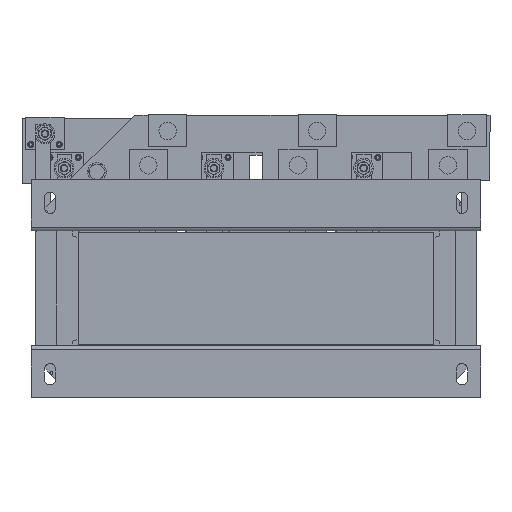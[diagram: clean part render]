
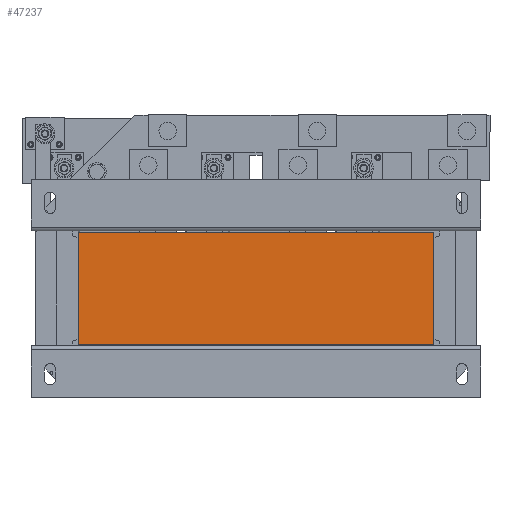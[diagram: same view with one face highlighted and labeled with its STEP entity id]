
A CAD part, front view. The second image highlights one B-rep face of the part: STEP entity #47237.
In plain terms, the highlighted planar face has unit normal (0, -1, 0).
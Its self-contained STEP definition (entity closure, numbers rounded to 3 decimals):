
#830 = VECTOR ( 'NONE', #29104, 1000. ) ;
#1468 = ORIENTED_EDGE ( 'NONE', *, *, #2769, .F. ) ;
#2769 = EDGE_CURVE ( 'Defeature ausgef�hrt2_1870+Defeature ausgef�hrt2_1869+Defeature ausgef�hrt2_1868+Defeature ausgef�hrt2_1867', #22974, #20691, #21150, .T. ) ;
#4368 = DIRECTION ( 'NONE',  ( 0., 0., -1. ) ) ;
#4714 = ORIENTED_EDGE ( 'NONE', *, *, #41699, .F. ) ;
#9996 = VECTOR ( 'NONE', #4368, 1000. ) ;
#11973 = LINE ( 'NONE', #36736, #9996 ) ;
#12532 = DIRECTION ( 'NONE',  ( 0., 1., 0. ) ) ;
#14643 = CARTESIAN_POINT ( 'NONE',  ( -190., -30., -60. ) ) ;
#20691 = VERTEX_POINT ( 'NONE', #51167 ) ;
#21150 = LINE ( 'NONE', #70994, #40893 ) ;
#22812 = EDGE_CURVE ( 'Defeature ausgef�hrt2_1869+Defeature ausgef�hrt2_1868+Defeature ausgef�hrt2_1870+Defeature ausgef�hrt2_1871', #22974, #36170, #11973, .T. ) ;
#22974 = VERTEX_POINT ( 'NONE', #33852 ) ;
#29104 = DIRECTION ( 'NONE',  ( 0., 0., -1. ) ) ;
#31131 = PLANE ( 'NONE',  #53619 ) ;
#32216 = LINE ( 'NONE', #35403, #45006 ) ;
#33756 = EDGE_CURVE ( 'Defeature ausgef�hrt2_1869+Defeature ausgef�hrt2_1871+Defeature ausgef�hrt2_1868+Defeature ausgef�hrt2_1867', #36170, #67480, #32216, .T. ) ;
#33852 = CARTESIAN_POINT ( 'NONE',  ( -190., -30., 60. ) ) ;
#35403 = CARTESIAN_POINT ( 'NONE',  ( -190., -30., -60. ) ) ;
#36170 = VERTEX_POINT ( 'NONE', #14643 ) ;
#36736 = CARTESIAN_POINT ( 'NONE',  ( -190., -30., 60. ) ) ;
#39993 = CARTESIAN_POINT ( 'NONE',  ( 190., -30., -60. ) ) ;
#40893 = VECTOR ( 'NONE', #57692, 1000. ) ;
#41699 = EDGE_CURVE ( 'Defeature ausgef�hrt2_1867+Defeature ausgef�hrt2_1869+Defeature ausgef�hrt2_1870+Defeature ausgef�hrt2_1871', #20691, #67480, #57382, .T. ) ;
#43521 = CARTESIAN_POINT ( 'NONE',  ( -190., -30., 60. ) ) ;
#45006 = VECTOR ( 'NONE', #60930, 1000. ) ;
#47237 = ADVANCED_FACE ( 'Defeature ausgef�hrt2_1869', ( #51010 ), #31131, .F. ) ;
#48684 = CARTESIAN_POINT ( 'NONE',  ( 190., -30., 60. ) ) ;
#51010 = FACE_OUTER_BOUND ( 'NONE', #70915, .T. ) ;
#51167 = CARTESIAN_POINT ( 'NONE',  ( 190., -30., 60. ) ) ;
#53619 = AXIS2_PLACEMENT_3D ( 'NONE', #43521, #12532, #81827 ) ;
#57382 = LINE ( 'NONE', #48684, #830 ) ;
#57692 = DIRECTION ( 'NONE',  ( 1., 0., 0. ) ) ;
#60930 = DIRECTION ( 'NONE',  ( 1., 0., 0. ) ) ;
#67480 = VERTEX_POINT ( 'NONE', #39993 ) ;
#70915 = EDGE_LOOP ( 'NONE', ( #79752, #4714, #1468, #81875 ) ) ;
#70994 = CARTESIAN_POINT ( 'NONE',  ( -190., -30., 60. ) ) ;
#79752 = ORIENTED_EDGE ( 'NONE', *, *, #33756, .T. ) ;
#81827 = DIRECTION ( 'NONE',  ( 0., 0., 1. ) ) ;
#81875 = ORIENTED_EDGE ( 'NONE', *, *, #22812, .T. ) ;
